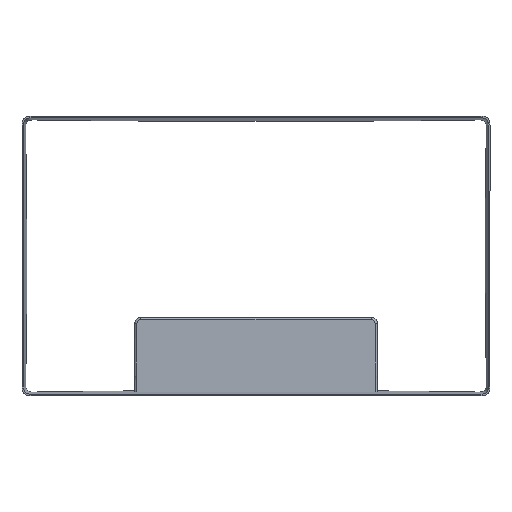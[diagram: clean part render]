
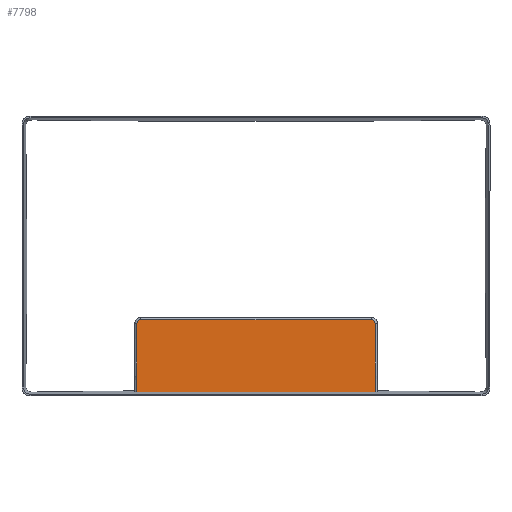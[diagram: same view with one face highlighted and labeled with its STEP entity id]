
A CAD part, front view. The second image highlights one B-rep face of the part: STEP entity #7798.
In plain terms, the highlighted planar face has unit normal (0, -1, 0).
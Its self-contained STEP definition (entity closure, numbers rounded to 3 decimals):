
#10 = CARTESIAN_POINT ( 'NONE',  ( 139.175, -54., 46.381 ) ) ;
#39 = CARTESIAN_POINT ( 'NONE',  ( 136.884, -54., 48.788 ) ) ;
#180 = CARTESIAN_POINT ( 'NONE',  ( -139.34, -54., 45.894 ) ) ;
#212 = DIRECTION ( 'NONE',  ( 0., 0., 1. ) ) ;
#246 = CARTESIAN_POINT ( 'NONE',  ( -139.088, -54., 46.584 ) ) ;
#275 = CARTESIAN_POINT ( 'NONE',  ( -137.977, -54., 48.086 ) ) ;
#288 = VERTEX_POINT ( 'NONE', #3188 ) ;
#313 = CARTESIAN_POINT ( 'NONE',  ( -137.755, -54., 48.27 ) ) ;
#369 = CARTESIAN_POINT ( 'NONE',  ( -137.396, -54., 48.512 ) ) ;
#373 = LINE ( 'NONE', #2475, #3802 ) ;
#428 = CARTESIAN_POINT ( 'NONE',  ( -135., -54., 49.2 ) ) ;
#620 = CARTESIAN_POINT ( 'NONE',  ( 139.5, -54., -35.907 ) ) ;
#652 = EDGE_CURVE ( 'NONE', #6784, #3490, #3652, .T. ) ;
#673 = CARTESIAN_POINT ( 'NONE',  ( 135., -54., 49.2 ) ) ;
#705 = CARTESIAN_POINT ( 'NONE',  ( 139.09, -54., 46.585 ) ) ;
#731 = CARTESIAN_POINT ( 'NONE',  ( 136.615, -54., 48.904 ) ) ;
#957 = CARTESIAN_POINT ( 'NONE',  ( -138.568, -54., 47.457 ) ) ;
#1120 = CARTESIAN_POINT ( 'NONE',  ( -136.506, -54., 48.943 ) ) ;
#1182 = CARTESIAN_POINT ( 'NONE',  ( -137.016, -54., 48.727 ) ) ;
#1220 = LINE ( 'NONE', #7758, #3048 ) ;
#1383 = CARTESIAN_POINT ( 'NONE',  ( 139.5, -54., 45.005 ) ) ;
#1408 = CARTESIAN_POINT ( 'NONE',  ( 138.888, -54., 46.97 ) ) ;
#1437 = CARTESIAN_POINT ( 'NONE',  ( 136.194, -54., 49.04 ) ) ;
#1593 = CARTESIAN_POINT ( 'NONE',  ( -139.5, -54., -35.907 ) ) ;
#1755 = ORIENTED_EDGE ( 'NONE', *, *, #8677, .F. ) ;
#2092 = CARTESIAN_POINT ( 'NONE',  ( 138.57, -54., 47.455 ) ) ;
#2118 = CARTESIAN_POINT ( 'NONE',  ( 135.981, -54., 49.093 ) ) ;
#2166 = CARTESIAN_POINT ( 'NONE',  ( -139.393, -54., 45.681 ) ) ;
#2415 = CARTESIAN_POINT ( 'NONE',  ( -145.08, -54., -37.609 ) ) ;
#2450 = CARTESIAN_POINT ( 'NONE',  ( -138.926, -54., 46.909 ) ) ;
#2475 = CARTESIAN_POINT ( 'NONE',  ( 0., -54., -35.907 ) ) ;
#2510 = CARTESIAN_POINT ( 'NONE',  ( -139.5, -54., 44.7 ) ) ;
#2711 = CARTESIAN_POINT ( 'NONE',  ( -136.681, -54., 48.875 ) ) ;
#2778 = CARTESIAN_POINT ( 'NONE',  ( 137.977, -54., 48.086 ) ) ;
#2812 = CARTESIAN_POINT ( 'NONE',  ( 135.307, -54., 49.2 ) ) ;
#3048 = VECTOR ( 'NONE', #212, 1000. ) ;
#3119 = DIRECTION ( 'NONE',  ( 1., 0., 0. ) ) ;
#3166 = CARTESIAN_POINT ( 'NONE',  ( -139.204, -54., 46.315 ) ) ;
#3188 = CARTESIAN_POINT ( 'NONE',  ( 139.5, -54., 44.7 ) ) ;
#3423 = EDGE_CURVE ( 'NONE', #3692, #8759, #373, .T. ) ;
#3445 = CARTESIAN_POINT ( 'NONE',  ( 139.327, -54., 45.958 ) ) ;
#3474 = CARTESIAN_POINT ( 'NONE',  ( 137.395, -54., 48.513 ) ) ;
#3490 = VERTEX_POINT ( 'NONE', #2510 ) ;
#3558 = CARTESIAN_POINT ( 'NONE',  ( 139.5, -54., 6.646 ) ) ;
#3652 = B_SPLINE_CURVE_WITH_KNOTS ( 'NONE', 3,
 ( #428, #5277, #4585, #5220, #1120, #6842, #2711, #7528, #5285, #1182, #5979, #369, #313, #275, #5063, #957, #6583, #2450, #7273, #246, #7279, #3166, #7975, #180, #6294, #2166, #6985, #8819, #4696 ),
 .UNSPECIFIED., .F., .F.,
 ( 4, 1, 1, 1, 2, 2, 2, 2, 2, 2, 1, 2, 2, 1, 2, 2, 4 ),
 ( 0., 0.125, 0.187, 0.219, 0.234, 0.25, 0.312, 0.375, 0.5, 0.625, 0.687, 0.719, 0.75, 0.812, 0.844, 0.875, 1. ),
 .UNSPECIFIED. ) ;
#3692 = VERTEX_POINT ( 'NONE', #620 ) ;
#3802 = VECTOR ( 'NONE', #8022, 1000. ) ;
#3874 = VERTEX_POINT ( 'NONE', #673 ) ;
#4129 = CARTESIAN_POINT ( 'NONE',  ( 139.203, -54., 46.311 ) ) ;
#4157 = CARTESIAN_POINT ( 'NONE',  ( 137.015, -54., 48.725 ) ) ;
#4585 = CARTESIAN_POINT ( 'NONE',  ( -135.753, -54., 49.156 ) ) ;
#4696 = CARTESIAN_POINT ( 'NONE',  ( -139.5, -54., 44.7 ) ) ;
#4774 = ORIENTED_EDGE ( 'NONE', *, *, #652, .T. ) ;
#4816 = CARTESIAN_POINT ( 'NONE',  ( 139.16, -54., 46.418 ) ) ;
#4844 = CARTESIAN_POINT ( 'NONE',  ( 136.819, -54., 48.817 ) ) ;
#5025 = EDGE_CURVE ( 'NONE', #288, #3874, #6412, .T. ) ;
#5035 = ORIENTED_EDGE ( 'NONE', *, *, #5025, .T. ) ;
#5063 = CARTESIAN_POINT ( 'NONE',  ( -138.386, -54., 47.677 ) ) ;
#5158 = ORIENTED_EDGE ( 'NONE', *, *, #5862, .T. ) ;
#5220 = CARTESIAN_POINT ( 'NONE',  ( -136.258, -54., 49.027 ) ) ;
#5277 = CARTESIAN_POINT ( 'NONE',  ( -135.305, -54., 49.2 ) ) ;
#5285 = CARTESIAN_POINT ( 'NONE',  ( -136.885, -54., 48.79 ) ) ;
#5504 = CARTESIAN_POINT ( 'NONE',  ( 139.027, -54., 46.716 ) ) ;
#5532 = CARTESIAN_POINT ( 'NONE',  ( 136.407, -54., 48.98 ) ) ;
#5753 = ORIENTED_EDGE ( 'NONE', *, *, #3423, .F. ) ;
#5862 = EDGE_CURVE ( 'NONE', #3874, #6784, #6544, .T. ) ;
#5979 = CARTESIAN_POINT ( 'NONE',  ( -137.27, -54., 48.588 ) ) ;
#6178 = CARTESIAN_POINT ( 'NONE',  ( 139.5, -54., 44.7 ) ) ;
#6210 = CARTESIAN_POINT ( 'NONE',  ( 138.812, -54., 47.096 ) ) ;
#6239 = CARTESIAN_POINT ( 'NONE',  ( 136.051, -54., 49.077 ) ) ;
#6294 = CARTESIAN_POINT ( 'NONE',  ( -139.377, -54., 45.751 ) ) ;
#6412 = B_SPLINE_CURVE_WITH_KNOTS ( 'NONE', 3,
 ( #6178, #1383, #7570, #3445, #8255, #4129, #10, #4816, #705, #5504, #1408, #6210, #2092, #6908, #2778, #7598, #3474, #8282, #4157, #39, #4844, #731, #5532, #1437, #6239, #2118, #6936, #2812, #7627 ),
 .UNSPECIFIED., .F., .F.,
 ( 4, 1, 1, 1, 2, 2, 2, 2, 2, 2, 1, 2, 2, 1, 2, 2, 4 ),
 ( 0., 0.125, 0.188, 0.219, 0.234, 0.25, 0.313, 0.375, 0.5, 0.625, 0.688, 0.719, 0.75, 0.813, 0.844, 0.875, 1. ),
 .UNSPECIFIED. ) ;
#6518 = PLANE ( 'NONE',  #7470 ) ;
#6544 = LINE ( 'NONE', #8146, #8352 ) ;
#6583 = CARTESIAN_POINT ( 'NONE',  ( -138.813, -54., 47.095 ) ) ;
#6639 = EDGE_CURVE ( 'NONE', #3692, #288, #8887, .T. ) ;
#6784 = VERTEX_POINT ( 'NONE', #7058 ) ;
#6842 = CARTESIAN_POINT ( 'NONE',  ( -136.611, -54., 48.903 ) ) ;
#6908 = CARTESIAN_POINT ( 'NONE',  ( 138.386, -54., 47.677 ) ) ;
#6936 = CARTESIAN_POINT ( 'NONE',  ( 135.609, -54., 49.17 ) ) ;
#6985 = CARTESIAN_POINT ( 'NONE',  ( -139.47, -54., 45.309 ) ) ;
#7058 = CARTESIAN_POINT ( 'NONE',  ( -135., -54., 49.2 ) ) ;
#7075 = VECTOR ( 'NONE', #7686, 1000. ) ;
#7235 = DIRECTION ( 'NONE',  ( 0., -1., 0. ) ) ;
#7273 = CARTESIAN_POINT ( 'NONE',  ( -139.025, -54., 46.715 ) ) ;
#7279 = CARTESIAN_POINT ( 'NONE',  ( -139.117, -54., 46.519 ) ) ;
#7391 = ORIENTED_EDGE ( 'NONE', *, *, #6639, .T. ) ;
#7470 = AXIS2_PLACEMENT_3D ( 'NONE', #2415, #7235, #3119 ) ;
#7528 = CARTESIAN_POINT ( 'NONE',  ( -136.718, -54., 48.86 ) ) ;
#7570 = CARTESIAN_POINT ( 'NONE',  ( 139.456, -54., 45.453 ) ) ;
#7598 = CARTESIAN_POINT ( 'NONE',  ( 137.757, -54., 48.268 ) ) ;
#7627 = CARTESIAN_POINT ( 'NONE',  ( 135., -54., 49.2 ) ) ;
#7686 = DIRECTION ( 'NONE',  ( 0., 0., 1. ) ) ;
#7758 = CARTESIAN_POINT ( 'NONE',  ( -139.5, -54., 4.396 ) ) ;
#7759 = FACE_OUTER_BOUND ( 'NONE', #8081, .T. ) ;
#7798 = ADVANCED_FACE ( 'NONE', ( #7759 ), #6518, .T. ) ;
#7975 = CARTESIAN_POINT ( 'NONE',  ( -139.28, -54., 46.107 ) ) ;
#8022 = DIRECTION ( 'NONE',  ( -1., 0., 0. ) ) ;
#8081 = EDGE_LOOP ( 'NONE', ( #1755, #5753, #7391, #5035, #5158, #4774 ) ) ;
#8146 = CARTESIAN_POINT ( 'NONE',  ( 0., -54., 49.2 ) ) ;
#8255 = CARTESIAN_POINT ( 'NONE',  ( 139.243, -54., 46.206 ) ) ;
#8282 = CARTESIAN_POINT ( 'NONE',  ( 137.209, -54., 48.626 ) ) ;
#8352 = VECTOR ( 'NONE', #8832, 1000. ) ;
#8677 = EDGE_CURVE ( 'NONE', #8759, #3490, #1220, .T. ) ;
#8759 = VERTEX_POINT ( 'NONE', #1593 ) ;
#8819 = CARTESIAN_POINT ( 'NONE',  ( -139.5, -54., 45.007 ) ) ;
#8832 = DIRECTION ( 'NONE',  ( -1., 0., 0. ) ) ;
#8887 = LINE ( 'NONE', #3558, #7075 ) ;
